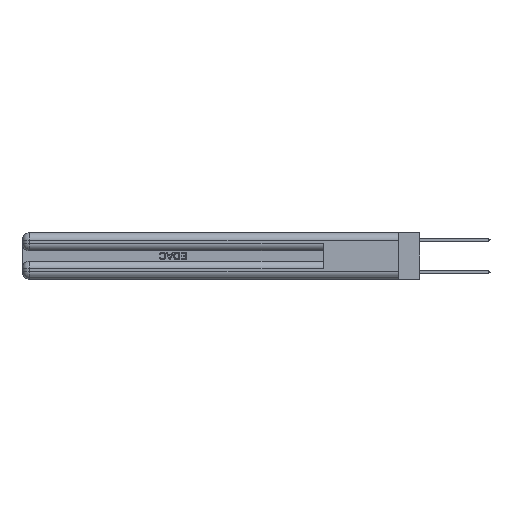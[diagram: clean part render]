
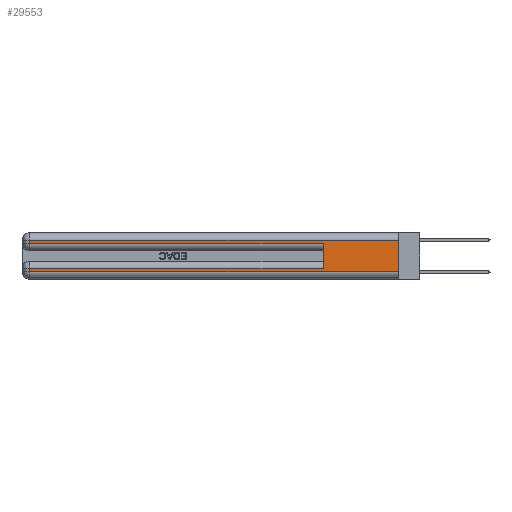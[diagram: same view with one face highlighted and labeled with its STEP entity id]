
A CAD part, left-side view. The second image highlights one B-rep face of the part: STEP entity #29553.
In plain terms, the highlighted planar face has unit normal (-1, 0, 0).
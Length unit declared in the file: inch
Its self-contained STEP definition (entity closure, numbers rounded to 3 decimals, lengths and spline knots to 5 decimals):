
#327 = CARTESIAN_POINT ( 'NONE',  ( 0., 2.94, 0.285 ) ) ;
#983 = CARTESIAN_POINT ( 'NONE',  ( 0., 0., 0.085 ) ) ;
#1364 = DIRECTION ( 'NONE',  ( 0., 1., 0. ) ) ;
#1407 = ORIENTED_EDGE ( 'NONE', *, *, #22882, .T. ) ;
#1502 = AXIS2_PLACEMENT_3D ( 'NONE', #22920, #20165, #20351 ) ;
#1549 = LINE ( 'NONE', #32208, #29653 ) ;
#2715 = VECTOR ( 'NONE', #18029, 39.37008 ) ;
#4085 = ORIENTED_EDGE ( 'NONE', *, *, #11388, .F. ) ;
#4313 = VECTOR ( 'NONE', #28833, 39.37008 ) ;
#5586 = ORIENTED_EDGE ( 'NONE', *, *, #23324, .T. ) ;
#6842 = CARTESIAN_POINT ( 'NONE',  ( 0., 2.94, 0.37 ) ) ;
#8438 = CARTESIAN_POINT ( 'NONE',  ( 0., 2.94, 0.06 ) ) ;
#8860 = EDGE_LOOP ( 'NONE', ( #28762, #1407, #11769, #13831, #4085, #9109, #5586, #18196 ) ) ;
#9009 = VERTEX_POINT ( 'NONE', #27416 ) ;
#9109 = ORIENTED_EDGE ( 'NONE', *, *, #15113, .T. ) ;
#11388 = EDGE_CURVE ( 'NONE', #24277, #21248, #17369, .T. ) ;
#11769 = ORIENTED_EDGE ( 'NONE', *, *, #13604, .T. ) ;
#11931 = LINE ( 'NONE', #34347, #4313 ) ;
#12063 = DIRECTION ( 'NONE',  ( 0., 0., 1. ) ) ;
#12189 = LINE ( 'NONE', #983, #29372 ) ;
#13098 = EDGE_CURVE ( 'NONE', #14252, #9009, #18042, .T. ) ;
#13604 = EDGE_CURVE ( 'NONE', #24052, #24041, #20841, .T. ) ;
#13831 = ORIENTED_EDGE ( 'NONE', *, *, #26424, .T. ) ;
#14252 = VERTEX_POINT ( 'NONE', #31782 ) ;
#14638 = PLANE ( 'NONE',  #1502 ) ;
#14806 = CARTESIAN_POINT ( 'NONE',  ( 0., 0.6, 0.145 ) ) ;
#14931 = LINE ( 'NONE', #26323, #27014 ) ;
#15075 = EDGE_CURVE ( 'NONE', #18706, #9009, #14931, .T. ) ;
#15113 = EDGE_CURVE ( 'NONE', #24277, #25504, #12189, .T. ) ;
#15362 = CARTESIAN_POINT ( 'NONE',  ( 0., 0.6, 0.085 ) ) ;
#17209 = FACE_OUTER_BOUND ( 'NONE', #8860, .T. ) ;
#17369 = LINE ( 'NONE', #14806, #32680 ) ;
#18029 = DIRECTION ( 'NONE',  ( 0., 0., -1. ) ) ;
#18042 = LINE ( 'NONE', #29251, #18188 ) ;
#18188 = VECTOR ( 'NONE', #26512, 39.37008 ) ;
#18196 = ORIENTED_EDGE ( 'NONE', *, *, #15075, .T. ) ;
#18706 = VERTEX_POINT ( 'NONE', #8438 ) ;
#20165 = DIRECTION ( 'NONE',  ( 1., 0., 0. ) ) ;
#20351 = DIRECTION ( 'NONE',  ( 0., 0., -1. ) ) ;
#20805 = DIRECTION ( 'NONE',  ( 0., 1., 0. ) ) ;
#20841 = LINE ( 'NONE', #23422, #26450 ) ;
#21248 = VERTEX_POINT ( 'NONE', #32582 ) ;
#22882 = EDGE_CURVE ( 'NONE', #14252, #24052, #1549, .T. ) ;
#22920 = CARTESIAN_POINT ( 'NONE',  ( 0., 0., 0.37 ) ) ;
#23324 = EDGE_CURVE ( 'NONE', #25504, #18706, #26672, .T. ) ;
#23422 = CARTESIAN_POINT ( 'NONE',  ( 0., 2.94, 0.37 ) ) ;
#23920 = DIRECTION ( 'NONE',  ( 0., -1., 0. ) ) ;
#24041 = VERTEX_POINT ( 'NONE', #327 ) ;
#24052 = VERTEX_POINT ( 'NONE', #25864 ) ;
#24277 = VERTEX_POINT ( 'NONE', #15362 ) ;
#25504 = VERTEX_POINT ( 'NONE', #28201 ) ;
#25864 = CARTESIAN_POINT ( 'NONE',  ( 0., 2.94, 0.31 ) ) ;
#26323 = CARTESIAN_POINT ( 'NONE',  ( 0., 0., 0.06 ) ) ;
#26424 = EDGE_CURVE ( 'NONE', #24041, #21248, #11931, .T. ) ;
#26450 = VECTOR ( 'NONE', #32045, 39.37008 ) ;
#26512 = DIRECTION ( 'NONE',  ( 0., 0., -1. ) ) ;
#26672 = LINE ( 'NONE', #6842, #2715 ) ;
#27014 = VECTOR ( 'NONE', #23920, 39.37008 ) ;
#27416 = CARTESIAN_POINT ( 'NONE',  ( 0., 0., 0.06 ) ) ;
#28201 = CARTESIAN_POINT ( 'NONE',  ( 0., 2.94, 0.085 ) ) ;
#28762 = ORIENTED_EDGE ( 'NONE', *, *, #13098, .F. ) ;
#28833 = DIRECTION ( 'NONE',  ( 0., -1., 0. ) ) ;
#29251 = CARTESIAN_POINT ( 'NONE',  ( 0., 0., 0.37 ) ) ;
#29372 = VECTOR ( 'NONE', #20805, 39.37008 ) ;
#29553 = ADVANCED_FACE ( 'NONE', ( #17209 ), #14638, .F. ) ;
#29653 = VECTOR ( 'NONE', #1364, 39.37008 ) ;
#31782 = CARTESIAN_POINT ( 'NONE',  ( 0., 0., 0.31 ) ) ;
#32045 = DIRECTION ( 'NONE',  ( 0., 0., -1. ) ) ;
#32208 = CARTESIAN_POINT ( 'NONE',  ( 0., 0., 0.31 ) ) ;
#32582 = CARTESIAN_POINT ( 'NONE',  ( 0., 0.6, 0.285 ) ) ;
#32680 = VECTOR ( 'NONE', #12063, 39.37008 ) ;
#34347 = CARTESIAN_POINT ( 'NONE',  ( 0., 0., 0.285 ) ) ;
